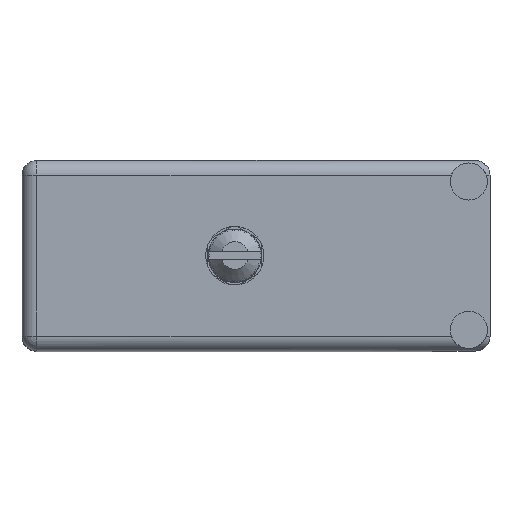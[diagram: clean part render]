
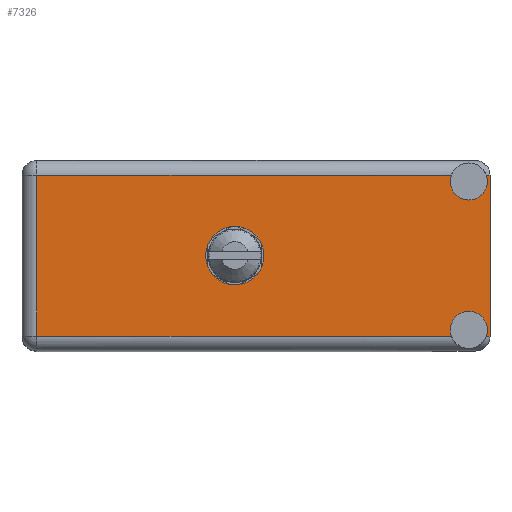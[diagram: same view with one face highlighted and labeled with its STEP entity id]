
A CAD part, top view. The second image highlights one B-rep face of the part: STEP entity #7326.
In plain terms, the highlighted face is planar.
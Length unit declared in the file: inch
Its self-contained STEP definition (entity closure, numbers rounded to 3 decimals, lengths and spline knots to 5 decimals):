
#262 = EDGE_CURVE ( 'NONE', #78039, #101134, #73317, .T. ) ;
#483 = EDGE_CURVE ( 'NONE', #86820, #28384, #100441, .T. ) ;
#1010 = AXIS2_PLACEMENT_3D ( 'NONE', #56127, #15580, #7669 ) ;
#2591 = CARTESIAN_POINT ( 'NONE',  ( 2.108, 1.566, -0.712 ) ) ;
#3914 = ORIENTED_EDGE ( 'NONE', *, *, #262, .F. ) ;
#4727 = VERTEX_POINT ( 'NONE', #61701 ) ;
#4812 = CARTESIAN_POINT ( 'NONE',  ( 0.07, 1.566, -0.899 ) ) ;
#4992 = VECTOR ( 'NONE', #24038, 39.37008 ) ;
#7326 = ADVANCED_FACE ( 'NONE', ( #29561, #53272 ), #36968, .T. ) ;
#7669 = DIRECTION ( 'NONE',  ( 0., 0., 1. ) ) ;
#7672 = ORIENTED_EDGE ( 'NONE', *, *, #99892, .F. ) ;
#7735 = CARTESIAN_POINT ( 'NONE',  ( 2.108, 1.566, -0.187 ) ) ;
#9436 = AXIS2_PLACEMENT_3D ( 'NONE', #11623, #12143, #75350 ) ;
#10711 = EDGE_CURVE ( 'NONE', #36733, #4727, #75248, .T. ) ;
#11623 = CARTESIAN_POINT ( 'NONE',  ( 2.108, 1.566, -0.7995 ) ) ;
#12143 = DIRECTION ( 'NONE',  ( 0., 1., 0. ) ) ;
#15580 = DIRECTION ( 'NONE',  ( 0., 1., 0. ) ) ;
#16303 = CARTESIAN_POINT ( 'NONE',  ( 2.19038, 1.566, -0.07 ) ) ;
#16870 = CARTESIAN_POINT ( 'NONE',  ( 2.19038, 1.566, -0.829 ) ) ;
#17309 = VERTEX_POINT ( 'NONE', #2591 ) ;
#18815 = CARTESIAN_POINT ( 'NONE',  ( 1.004, 1.566, -0.4495 ) ) ;
#18892 = VECTOR ( 'NONE', #60473, 39.37008 ) ;
#18897 = VECTOR ( 'NONE', #19599, 39.37008 ) ;
#18898 = CARTESIAN_POINT ( 'NONE',  ( 2.208, 1.566, -0.07 ) ) ;
#19236 = EDGE_CURVE ( 'NONE', #71712, #68063, #99320, .T. ) ;
#19599 = DIRECTION ( 'NONE',  ( 0., 0., 1. ) ) ;
#19670 = CIRCLE ( 'NONE', #46598, 0.0875 ) ;
#22952 = VERTEX_POINT ( 'NONE', #33003 ) ;
#24038 = DIRECTION ( 'NONE',  ( 1., 0., 0. ) ) ;
#25864 = CIRCLE ( 'NONE', #27589, 0.1375 ) ;
#26211 = VERTEX_POINT ( 'NONE', #16303 ) ;
#27446 = EDGE_CURVE ( 'NONE', #22952, #28384, #97249, .T. ) ;
#27589 = AXIS2_PLACEMENT_3D ( 'NONE', #33542, #90952, #98324 ) ;
#28384 = VERTEX_POINT ( 'NONE', #61882 ) ;
#29561 = FACE_BOUND ( 'NONE', #42445, .T. ) ;
#30988 = LINE ( 'NONE', #44711, #37109 ) ;
#33003 = CARTESIAN_POINT ( 'NONE',  ( 0.07, 1.566, -0.07 ) ) ;
#33542 = CARTESIAN_POINT ( 'NONE',  ( 1.004, 1.566, -0.4495 ) ) ;
#34015 = CARTESIAN_POINT ( 'NONE',  ( 2.208, 1.566, -0.07 ) ) ;
#34106 = ORIENTED_EDGE ( 'NONE', *, *, #38814, .T. ) ;
#36065 = CARTESIAN_POINT ( 'NONE',  ( 2.02562, 1.566, -0.829 ) ) ;
#36733 = VERTEX_POINT ( 'NONE', #49568 ) ;
#36968 = PLANE ( 'NONE',  #70740 ) ;
#37109 = VECTOR ( 'NONE', #77876, 39.37008 ) ;
#38609 = DIRECTION ( 'NONE',  ( 0., 1., 0. ) ) ;
#38814 = EDGE_CURVE ( 'NONE', #68063, #22952, #83348, .T. ) ;
#41002 = EDGE_CURVE ( 'NONE', #101134, #78039, #25864, .T. ) ;
#41527 = ORIENTED_EDGE ( 'NONE', *, *, #76174, .T. ) ;
#42445 = EDGE_LOOP ( 'NONE', ( #3914, #94934 ) ) ;
#44711 = CARTESIAN_POINT ( 'NONE',  ( 0., 1.566, -0.829 ) ) ;
#45917 = DIRECTION ( 'NONE',  ( 0., 1., 0. ) ) ;
#46409 = CARTESIAN_POINT ( 'NONE',  ( 1.004, 1.566, -0.312 ) ) ;
#46598 = AXIS2_PLACEMENT_3D ( 'NONE', #70196, #38609, #93942 ) ;
#49568 = CARTESIAN_POINT ( 'NONE',  ( 2.208, 1.566, -0.829 ) ) ;
#50954 = DIRECTION ( 'NONE',  ( 0., 1., 0. ) ) ;
#53272 = FACE_OUTER_BOUND ( 'NONE', #74894, .T. ) ;
#53335 = ORIENTED_EDGE ( 'NONE', *, *, #86201, .F. ) ;
#56127 = CARTESIAN_POINT ( 'NONE',  ( 2.108, 1.566, -0.7995 ) ) ;
#57159 = CARTESIAN_POINT ( 'NONE',  ( 0., 1.566, -0.829 ) ) ;
#58203 = DIRECTION ( 'NONE',  ( -1., 0., 0. ) ) ;
#60473 = DIRECTION ( 'NONE',  ( 1., 0., 0. ) ) ;
#61701 = CARTESIAN_POINT ( 'NONE',  ( 2.208, 1.566, -0.07 ) ) ;
#61882 = CARTESIAN_POINT ( 'NONE',  ( 2.02562, 1.566, -0.07 ) ) ;
#67374 = DIRECTION ( 'NONE',  ( 0., 0., 1. ) ) ;
#68063 = VERTEX_POINT ( 'NONE', #93143 ) ;
#68329 = CIRCLE ( 'NONE', #9436, 0.0875 ) ;
#69080 = CARTESIAN_POINT ( 'NONE',  ( 0., 1.566, -0.899 ) ) ;
#70104 = DIRECTION ( 'NONE',  ( 0., 0., 1. ) ) ;
#70196 = CARTESIAN_POINT ( 'NONE',  ( 2.108, 1.566, -0.0995 ) ) ;
#70740 = AXIS2_PLACEMENT_3D ( 'NONE', #69080, #45917, #70104 ) ;
#70912 = ORIENTED_EDGE ( 'NONE', *, *, #19236, .T. ) ;
#71712 = VERTEX_POINT ( 'NONE', #36065 ) ;
#71733 = VECTOR ( 'NONE', #67374, 39.37008 ) ;
#72986 = CARTESIAN_POINT ( 'NONE',  ( 1.004, 1.566, -0.587 ) ) ;
#73317 = CIRCLE ( 'NONE', #93606, 0.1375 ) ;
#74894 = EDGE_LOOP ( 'NONE', ( #99970, #76025, #7672, #41527, #93302, #87288, #53335, #80109, #70912, #34106 ) ) ;
#75248 = LINE ( 'NONE', #82148, #71733 ) ;
#75350 = DIRECTION ( 'NONE',  ( 0., 0., 1. ) ) ;
#76025 = ORIENTED_EDGE ( 'NONE', *, *, #483, .F. ) ;
#76174 = EDGE_CURVE ( 'NONE', #26211, #4727, #99001, .T. ) ;
#77876 = DIRECTION ( 'NONE',  ( -1., 0., 0. ) ) ;
#78039 = VERTEX_POINT ( 'NONE', #46409 ) ;
#78251 = CARTESIAN_POINT ( 'NONE',  ( 2.108, 1.566, -0.0995 ) ) ;
#80109 = ORIENTED_EDGE ( 'NONE', *, *, #97315, .F. ) ;
#81477 = VECTOR ( 'NONE', #58203, 39.37008 ) ;
#82148 = CARTESIAN_POINT ( 'NONE',  ( 2.208, 1.566, 0. ) ) ;
#83085 = DIRECTION ( 'NONE',  ( 0., 0., 1. ) ) ;
#83106 = VERTEX_POINT ( 'NONE', #16870 ) ;
#83348 = LINE ( 'NONE', #4812, #18897 ) ;
#86201 = EDGE_CURVE ( 'NONE', #17309, #83106, #68329, .T. ) ;
#86820 = VERTEX_POINT ( 'NONE', #7735 ) ;
#87288 = ORIENTED_EDGE ( 'NONE', *, *, #95980, .T. ) ;
#87767 = DIRECTION ( 'NONE',  ( 0., 0., 1. ) ) ;
#90952 = DIRECTION ( 'NONE',  ( 0., 1., 0. ) ) ;
#93143 = CARTESIAN_POINT ( 'NONE',  ( 0.07, 1.566, -0.829 ) ) ;
#93302 = ORIENTED_EDGE ( 'NONE', *, *, #10711, .F. ) ;
#93606 = AXIS2_PLACEMENT_3D ( 'NONE', #18815, #50954, #83085 ) ;
#93942 = DIRECTION ( 'NONE',  ( 0., 0., 1. ) ) ;
#94934 = ORIENTED_EDGE ( 'NONE', *, *, #41002, .F. ) ;
#95177 = AXIS2_PLACEMENT_3D ( 'NONE', #78251, #103568, #87767 ) ;
#95980 = EDGE_CURVE ( 'NONE', #36733, #83106, #30988, .T. ) ;
#97249 = LINE ( 'NONE', #34015, #4992 ) ;
#97315 = EDGE_CURVE ( 'NONE', #71712, #17309, #100294, .T. ) ;
#98324 = DIRECTION ( 'NONE',  ( 0., 0., 1. ) ) ;
#99001 = LINE ( 'NONE', #18898, #18892 ) ;
#99320 = LINE ( 'NONE', #57159, #81477 ) ;
#99892 = EDGE_CURVE ( 'NONE', #26211, #86820, #19670, .T. ) ;
#99970 = ORIENTED_EDGE ( 'NONE', *, *, #27446, .T. ) ;
#100294 = CIRCLE ( 'NONE', #1010, 0.0875 ) ;
#100441 = CIRCLE ( 'NONE', #95177, 0.0875 ) ;
#101134 = VERTEX_POINT ( 'NONE', #72986 ) ;
#103568 = DIRECTION ( 'NONE',  ( 0., 1., 0. ) ) ;
